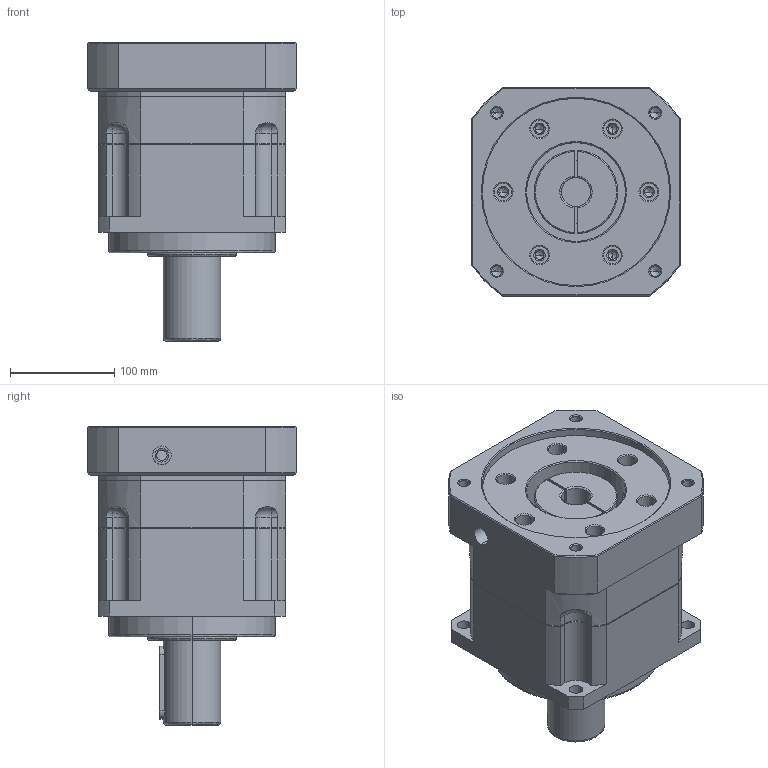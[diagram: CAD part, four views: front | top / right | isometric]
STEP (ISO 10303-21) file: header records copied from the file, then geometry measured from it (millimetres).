
FILE_DESCRIPTION (( 'STEP AP214' ), '1' );
FILE_NAME ('SB180-L1-28-180-215M12Z83.STEP', '2024-01-16T05:25:39', ( 'admin' ), ( '' ), 'SwSTEP 2.0', 'SolidWorks 2013', '' );
FILE_SCHEMA (( 'AUTOMOTIVE_DESIGN' ));
Length unit declared in the file: millimetre
Products named in the file (4): SB180-180-215M12; SB180_X2_58F34F537AEF_X0_-35; SB180_X2_8F9351FA7AEF_X0_; SB180-L1-28-180-215M12Z83
Assembly tree (3 placements, depth 2):
  SB180-L1-28-180-215M12Z83
    SB180_X2_8F9351FA7AEF_X0_
    SB180_X2_58F34F537AEF_X0_-35
    SB180-180-215M12
Bounding box: 200 x 200 x 287 mm (x, y, z)
Volume: 5852247.6 mm3; surface area: 404128.2 mm2
Topology: 3 solids, 3 shells, 393 faces, 945 edges, 565 vertices
Faces by surface type: cylinder 155, cone 111, plane 108, bspline 11, torus 8
Entity records: 16697 total; most frequent: CARTESIAN_POINT 3096, DIRECTION 1994, ORIENTED_EDGE 1846, EDGE_CURVE 923, AXIS2_PLACEMENT_3D 791, VERTEX_POINT 565, EDGE_LOOP 456, LINE 412
